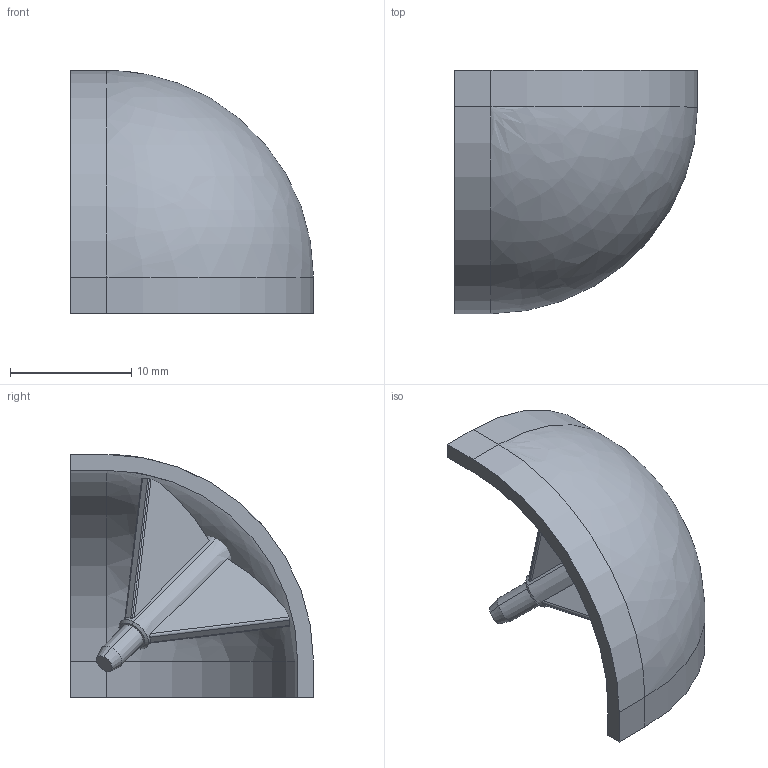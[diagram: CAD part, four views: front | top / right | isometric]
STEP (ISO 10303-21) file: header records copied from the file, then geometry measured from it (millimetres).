
FILE_DESCRIPTION (( 'STEP AP203' ), '1' );
FILE_NAME ('462548708_c_1.STEP', '2023-05-15T04:28:11', ( '' ), ( '' ), 'SwSTEP 2.0', 'SolidWorks 2014', '' );
FILE_SCHEMA (( 'CONFIG_CONTROL_DESIGN' ));
Length unit declared in the file: millimetre
Products named in the file (1): 462548708_c_1
Bounding box: 20 x 20 x 20 mm (x, y, z)
Volume: 1129.8 mm3; surface area: 1943.9 mm2
Topology: 1 solids, 1 shells, 54 faces, 139 edges, 88 vertices
Faces by surface type: plane 27, cylinder 17, cone 8, bspline 2
Entity records: 1811 total; most frequent: CARTESIAN_POINT 498, ORIENTED_EDGE 274, DIRECTION 233, EDGE_CURVE 137, AXIS2_PLACEMENT_3D 89, VERTEX_POINT 88, EDGE_LOOP 61, LINE 55
